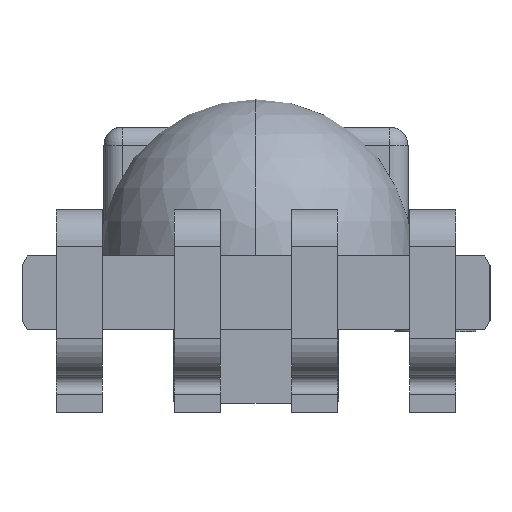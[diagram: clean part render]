
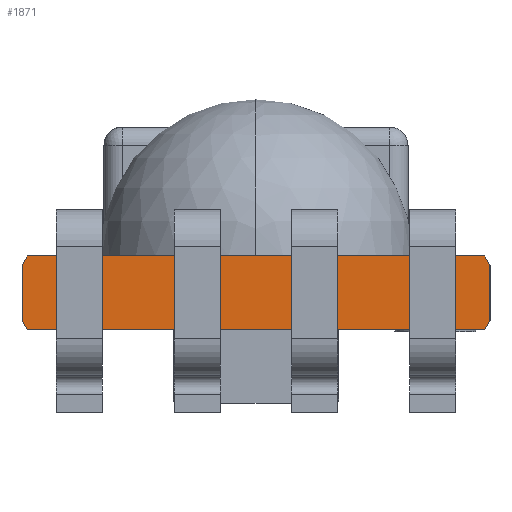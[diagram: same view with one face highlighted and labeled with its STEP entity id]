
A CAD part, left-side view. The second image highlights one B-rep face of the part: STEP entity #1871.
In plain terms, the highlighted planar face has unit normal (-1, 0, 0).
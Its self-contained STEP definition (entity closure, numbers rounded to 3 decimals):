
#1784=CARTESIAN_POINT('',(0.2,-2.54,1.0));
#1785=VERTEX_POINT('',#1784);
#1792=CARTESIAN_POINT('',(0.2,-2.482,0.9));
#1793=VERTEX_POINT('',#1792);
#1794=CARTESIAN_POINT('',(0.2,-2.54,1.));
#1795=DIRECTION('',(0.0,0.5,-0.866));
#1796=VECTOR('',#1795,0.115);
#1797=LINE('',#1794,#1796);
#1798=EDGE_CURVE('',#1785,#1793,#1797,.T.);
#1809=CARTESIAN_POINT('',(0.2,-2.54,0.9));
#1810=DIRECTION('',(-1.0,0.0,0.0));
#1811=DIRECTION('',(0.0,0.0,-1.0));
#1812=AXIS2_PLACEMENT_3D('',#1809,#1810,#1811);
#1813=PLANE('',#1812);
#1814=ORIENTED_EDGE('',*,*,#1798,.F.);
#1815=CARTESIAN_POINT('',(0.2,-2.54,1.6));
#1816=VERTEX_POINT('',#1815);
#1817=CARTESIAN_POINT('',(0.2,-2.54,1.0));
#1818=DIRECTION('',(0.0,0.0,1.0));
#1819=VECTOR('',#1818,0.6);
#1820=LINE('',#1817,#1819);
#1821=EDGE_CURVE('',#1785,#1816,#1820,.T.);
#1822=ORIENTED_EDGE('',*,*,#1821,.T.);
#1823=CARTESIAN_POINT('',(0.2,-2.482,1.7));
#1824=VERTEX_POINT('',#1823);
#1825=CARTESIAN_POINT('',(0.2,-2.482,1.7));
#1826=DIRECTION('',(0.,-0.5,-0.866));
#1827=VECTOR('',#1826,0.115);
#1828=LINE('',#1825,#1827);
#1829=EDGE_CURVE('',#1824,#1816,#1828,.T.);
#1830=ORIENTED_EDGE('',*,*,#1829,.F.);
#1831=CARTESIAN_POINT('',(0.2,2.482,1.7));
#1832=VERTEX_POINT('',#1831);
#1833=CARTESIAN_POINT('',(0.2,-2.482,1.7));
#1834=DIRECTION('',(0.0,1.0,0.0));
#1835=VECTOR('',#1834,4.965);
#1836=LINE('',#1833,#1835);
#1837=EDGE_CURVE('',#1824,#1832,#1836,.T.);
#1838=ORIENTED_EDGE('',*,*,#1837,.T.);
#1839=CARTESIAN_POINT('',(0.2,2.54,1.6));
#1840=VERTEX_POINT('',#1839);
#1841=CARTESIAN_POINT('',(0.2,2.54,1.6));
#1842=DIRECTION('',(0.0,-0.5,0.866));
#1843=VECTOR('',#1842,0.115);
#1844=LINE('',#1841,#1843);
#1845=EDGE_CURVE('',#1840,#1832,#1844,.T.);
#1846=ORIENTED_EDGE('',*,*,#1845,.F.);
#1847=CARTESIAN_POINT('',(0.2,2.54,1.0));
#1848=VERTEX_POINT('',#1847);
#1849=CARTESIAN_POINT('',(0.2,2.54,1.0));
#1850=DIRECTION('',(0.0,0.0,1.0));
#1851=VECTOR('',#1850,0.6);
#1852=LINE('',#1849,#1851);
#1853=EDGE_CURVE('',#1848,#1840,#1852,.T.);
#1854=ORIENTED_EDGE('',*,*,#1853,.F.);
#1855=CARTESIAN_POINT('',(0.2,2.482,0.9));
#1856=VERTEX_POINT('',#1855);
#1857=CARTESIAN_POINT('',(0.2,2.482,0.9));
#1858=DIRECTION('',(0.0,0.5,0.866));
#1859=VECTOR('',#1858,0.115);
#1860=LINE('',#1857,#1859);
#1861=EDGE_CURVE('',#1856,#1848,#1860,.T.);
#1862=ORIENTED_EDGE('',*,*,#1861,.F.);
#1863=CARTESIAN_POINT('',(0.2,2.482,0.9));
#1864=DIRECTION('',(0.0,-1.0,0.0));
#1865=VECTOR('',#1864,4.965);
#1866=LINE('',#1863,#1865);
#1867=EDGE_CURVE('',#1856,#1793,#1866,.T.);
#1868=ORIENTED_EDGE('',*,*,#1867,.T.);
#1869=EDGE_LOOP('',(#1814,#1822,#1830,#1838,#1846,#1854,#1862,#1868));
#1870=FACE_OUTER_BOUND('',#1869,.T.);
#1871=ADVANCED_FACE('',(#1870),#1813,.T.);
